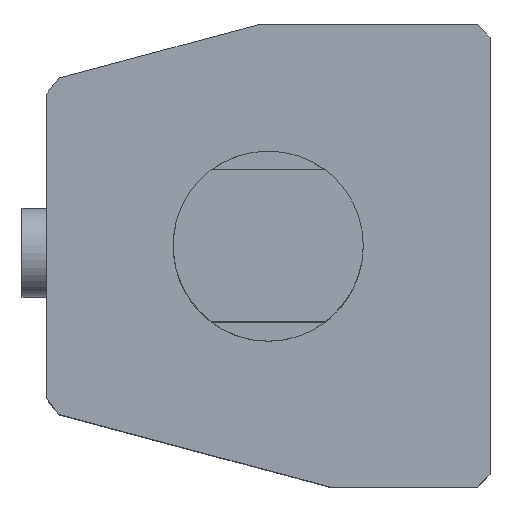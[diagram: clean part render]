
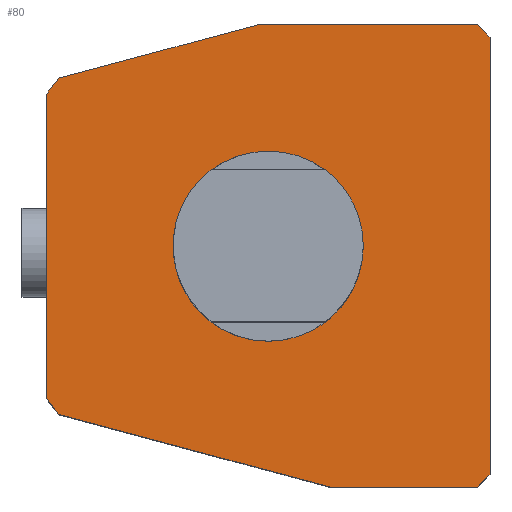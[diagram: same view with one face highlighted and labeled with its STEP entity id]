
A CAD part, top view. The second image highlights one B-rep face of the part: STEP entity #80.
In plain terms, the highlighted planar face has unit normal (0, 0, 1).
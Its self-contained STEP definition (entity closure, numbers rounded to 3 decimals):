
#80=ADVANCED_FACE('',(#150),#116,.F.);
#116=PLANE('',#760);
#150=FACE_OUTER_BOUND('',#188,.T.);
#188=EDGE_LOOP('',(#311,#312,#313,#314,#315,#316,#317,#318,#319,#320));
#311=ORIENTED_EDGE('',*,*,#499,.F.);
#312=ORIENTED_EDGE('',*,*,#522,.F.);
#313=ORIENTED_EDGE('',*,*,#523,.F.);
#314=ORIENTED_EDGE('',*,*,#524,.F.);
#315=ORIENTED_EDGE('',*,*,#525,.F.);
#316=ORIENTED_EDGE('',*,*,#487,.F.);
#317=ORIENTED_EDGE('',*,*,#526,.F.);
#318=ORIENTED_EDGE('',*,*,#527,.F.);
#319=ORIENTED_EDGE('',*,*,#528,.F.);
#320=ORIENTED_EDGE('',*,*,#529,.F.);
#420=VERTEX_POINT('',#1024);
#421=VERTEX_POINT('',#1026);
#430=VERTEX_POINT('',#1048);
#431=VERTEX_POINT('',#1050);
#443=VERTEX_POINT('',#1096);
#444=VERTEX_POINT('',#1098);
#445=VERTEX_POINT('',#1100);
#446=VERTEX_POINT('',#1103);
#447=VERTEX_POINT('',#1105);
#448=VERTEX_POINT('',#1107);
#487=EDGE_CURVE('',#420,#421,#580,.T.);
#499=EDGE_CURVE('',#430,#431,#591,.T.);
#522=EDGE_CURVE('',#443,#430,#613,.T.);
#523=EDGE_CURVE('',#444,#443,#614,.T.);
#524=EDGE_CURVE('',#445,#444,#615,.T.);
#525=EDGE_CURVE('',#421,#445,#616,.T.);
#526=EDGE_CURVE('',#446,#420,#617,.T.);
#527=EDGE_CURVE('',#447,#446,#618,.T.);
#528=EDGE_CURVE('',#448,#447,#619,.T.);
#529=EDGE_CURVE('',#431,#448,#620,.T.);
#580=LINE('',#1025,#666);
#591=LINE('',#1049,#677);
#613=LINE('',#1095,#699);
#614=LINE('',#1097,#700);
#615=LINE('',#1099,#701);
#616=LINE('',#1101,#702);
#617=LINE('',#1102,#703);
#618=LINE('',#1104,#704);
#619=LINE('',#1106,#705);
#620=LINE('',#1108,#706);
#666=VECTOR('',#826,1.);
#677=VECTOR('',#843,1.);
#699=VECTOR('',#889,1.);
#700=VECTOR('',#890,1.);
#701=VECTOR('',#891,1.);
#702=VECTOR('',#892,1.);
#703=VECTOR('',#893,1.);
#704=VECTOR('',#894,1.);
#705=VECTOR('',#895,1.);
#706=VECTOR('',#896,1.);
#760=AXIS2_PLACEMENT_3D('',#1109,#897,#898);
#826=DIRECTION('',(0.,-1.,0.));
#843=DIRECTION('',(0.,1.,0.));
#889=DIRECTION('',(-0.609,0.793,0.));
#890=DIRECTION('',(-0.966,0.259,0.));
#891=DIRECTION('',(-1.,0.,0.));
#892=DIRECTION('',(-0.707,-0.707,0.));
#893=DIRECTION('',(0.707,-0.707,0.));
#894=DIRECTION('',(1.,0.,0.));
#895=DIRECTION('',(0.966,0.259,0.));
#896=DIRECTION('',(0.609,0.793,0.));
#897=DIRECTION('',(0.,0.,-1.));
#898=DIRECTION('',(1.,0.,0.));
#1024=CARTESIAN_POINT('',(35.,33.,0.));
#1025=CARTESIAN_POINT('',(35.,33.,0.));
#1026=CARTESIAN_POINT('',(35.,-36.,0.));
#1048=CARTESIAN_POINT('',(-35.,-24.,0.));
#1049=CARTESIAN_POINT('',(-35.,-24.,0.));
#1050=CARTESIAN_POINT('',(-35.,24.,0.));
#1095=CARTESIAN_POINT('',(-33.068,-26.518,0.));
#1096=CARTESIAN_POINT('',(-33.068,-26.518,0.));
#1097=CARTESIAN_POINT('',(9.785,-38.,0.));
#1098=CARTESIAN_POINT('',(9.785,-38.,0.));
#1099=CARTESIAN_POINT('',(33.,-38.,0.));
#1100=CARTESIAN_POINT('',(33.,-38.,0.));
#1101=CARTESIAN_POINT('',(35.,-36.,0.));
#1102=CARTESIAN_POINT('',(33.,35.,0.));
#1103=CARTESIAN_POINT('',(33.,35.,0.));
#1104=CARTESIAN_POINT('',(-1.412,35.,0.));
#1105=CARTESIAN_POINT('',(-1.412,35.,0.));
#1106=CARTESIAN_POINT('',(-33.068,26.518,0.));
#1107=CARTESIAN_POINT('',(-33.068,26.518,0.));
#1108=CARTESIAN_POINT('',(-35.,24.,0.));
#1109=CARTESIAN_POINT('',(0.,0.,0.));
